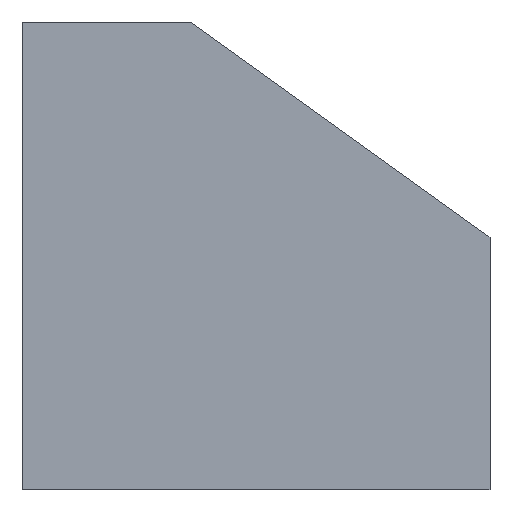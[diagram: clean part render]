
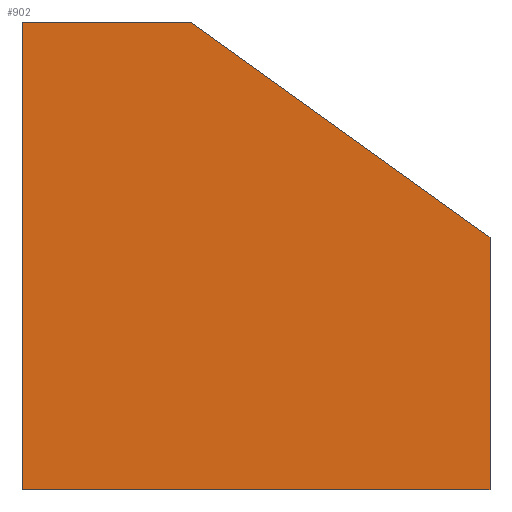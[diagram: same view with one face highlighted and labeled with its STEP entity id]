
A CAD part, left-side view. The second image highlights one B-rep face of the part: STEP entity #902.
In plain terms, the highlighted planar face has unit normal (-1, 0, 0).
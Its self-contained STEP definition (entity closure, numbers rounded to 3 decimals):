
#91=FACE_OUTER_BOUND('',#138,.T.);
#138=EDGE_LOOP('',(#776,#777,#778,#779,#780));
#195=LINE('',#1368,#304);
#211=LINE('',#1402,#320);
#232=LINE('',#1444,#341);
#240=LINE('',#1464,#349);
#242=LINE('',#1467,#351);
#304=VECTOR('',#1104,10.);
#320=VECTOR('',#1136,10.);
#341=VECTOR('',#1171,10.);
#349=VECTOR('',#1195,10.);
#351=VECTOR('',#1199,10.);
#406=VERTEX_POINT('',#1365);
#407=VERTEX_POINT('',#1367);
#416=VERTEX_POINT('',#1399);
#417=VERTEX_POINT('',#1401);
#431=VERTEX_POINT('',#1442);
#500=EDGE_CURVE('',#406,#407,#195,.T.);
#517=EDGE_CURVE('',#416,#417,#211,.T.);
#540=EDGE_CURVE('',#431,#416,#232,.T.);
#550=EDGE_CURVE('',#407,#431,#240,.T.);
#552=EDGE_CURVE('',#417,#406,#242,.T.);
#776=ORIENTED_EDGE('',*,*,#540,.F.);
#777=ORIENTED_EDGE('',*,*,#550,.F.);
#778=ORIENTED_EDGE('',*,*,#500,.F.);
#779=ORIENTED_EDGE('',*,*,#552,.F.);
#780=ORIENTED_EDGE('',*,*,#517,.F.);
#863=PLANE('',#1002);
#902=ADVANCED_FACE('',(#91),#863,.F.);
#1002=AXIS2_PLACEMENT_3D('',#1470,#1203,#1204);
#1104=DIRECTION('',(0.,1.,0.));
#1136=DIRECTION('',(0.,-0.812,-0.584));
#1171=DIRECTION('',(0.,-1.,0.));
#1195=DIRECTION('',(0.,0.,1.));
#1199=DIRECTION('',(0.,0.,-1.));
#1203=DIRECTION('center_axis',(1.,0.,0.));
#1204=DIRECTION('ref_axis',(0.,0.,-1.));
#1365=CARTESIAN_POINT('',(0.,-25.,0.));
#1367=CARTESIAN_POINT('',(0.,0.,0.));
#1368=CARTESIAN_POINT('',(0.,-25.,0.));
#1399=CARTESIAN_POINT('',(0.,-9.,25.));
#1401=CARTESIAN_POINT('',(0.,-25.,13.5));
#1402=CARTESIAN_POINT('',(0.,-9.,25.));
#1442=CARTESIAN_POINT('',(0.,0.,25.));
#1444=CARTESIAN_POINT('',(0.,0.,25.));
#1464=CARTESIAN_POINT('',(0.,0.,0.));
#1467=CARTESIAN_POINT('',(0.,-25.,13.5));
#1470=CARTESIAN_POINT('Origin',(0.,-11.122,10.931));
